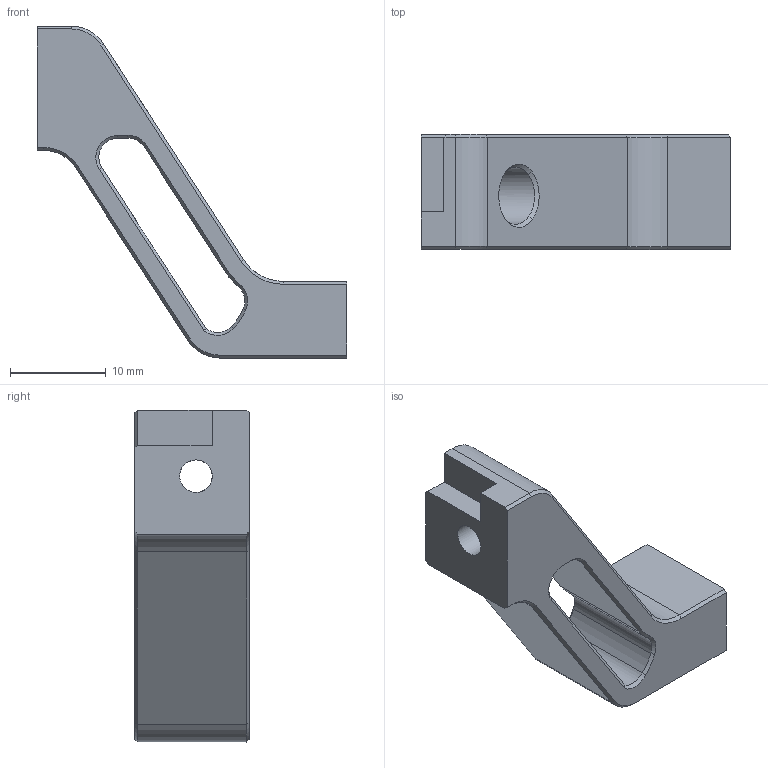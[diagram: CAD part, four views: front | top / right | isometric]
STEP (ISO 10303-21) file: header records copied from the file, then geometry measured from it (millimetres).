
FILE_DESCRIPTION(/* description */ (''),/* implementation_level */ '2;1');
FILE_NAME(/* name */ 'PSU_Mount_B_x1.step',/* time_stamp */ '2025-12-31T11:32:14-05:00',/* author */ (''),/* organization */ (''),/* preprocessor_version */ 'ST-DEVELOPER v20.1',/* originating_system */ 'Autodesk Translation Framework v14.21.0.0',/* authorisation */ '');
FILE_SCHEMA (('AUTOMOTIVE_DESIGN { 1 0 10303 214 3 1 1 }'));
Length unit declared in the file: millimetre
Products named in the file (1): PSU / MCU Mount 
Bounding box: 32.4 x 12.01 x 34.7 mm (x, y, z)
Volume: 3553.3 mm3; surface area: 2668.6 mm2
Topology: 1 solids, 1 shells, 75 faces, 179 edges, 107 vertices
Faces by surface type: plane 38, cone 20, cylinder 11, bspline 6
Full cylindrical faces by diameter (mm): 6 x1
Entity records: 2657 total; most frequent: CARTESIAN_POINT 882, ORIENTED_EDGE 358, DIRECTION 348, EDGE_CURVE 179, LINE 122, VECTOR 122, AXIS2_PLACEMENT_3D 113, VERTEX_POINT 107
